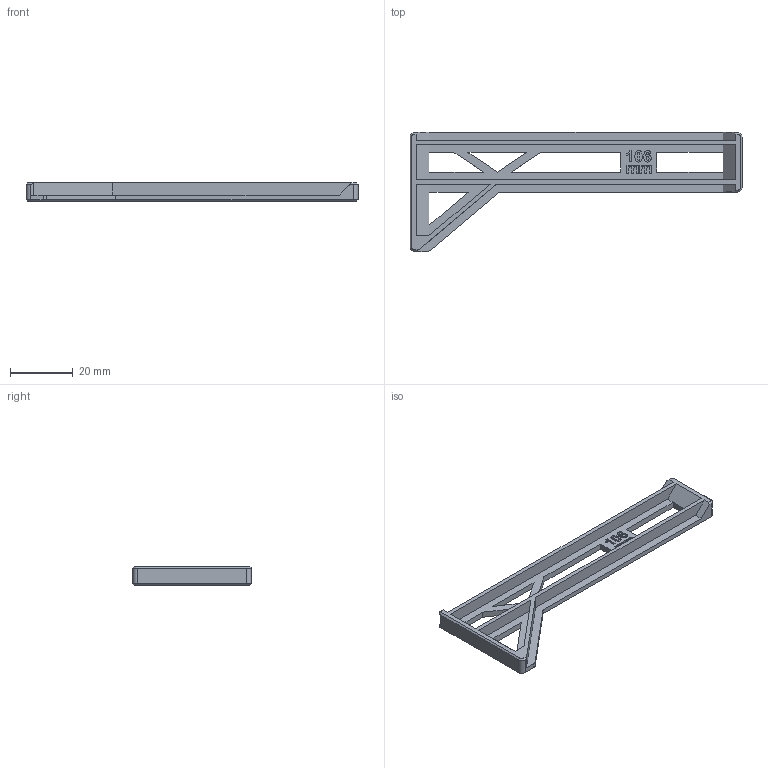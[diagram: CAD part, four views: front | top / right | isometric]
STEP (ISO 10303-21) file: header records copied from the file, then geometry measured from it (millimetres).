
FILE_DESCRIPTION(/* description */ (''),/* implementation_level */ '2;1');
FILE_NAME(/* name */ 'build_helper_106mm.step',/* time_stamp */ '2018-02-07T19:42:53+01:00',/* author */ ('gregsaun'),/* organization */ (''),/* preprocessor_version */ 'ST-DEVELOPER v16.13',/* originating_system */ 'Autodesk Translation Framework v6.5.0.72',/* authorisation */ '');
FILE_SCHEMA (('AUTOMOTIVE_DESIGN { 1 0 10303 214 3 1 1 }'));
Length unit declared in the file: millimetre
Products named in the file (1): build_helper_106mm
Bounding box: 106 x 38 x 6 mm (x, y, z)
Volume: 5682.2 mm3; surface area: 6795.6 mm2
Topology: 1 solids, 1 shells, 190 faces, 520 edges, 338 vertices
Faces by surface type: plane 91, bspline 84, cone 9, cylinder 6
Entity records: 7129 total; most frequent: CARTESIAN_POINT 2829, ORIENTED_EDGE 1040, DIRECTION 587, EDGE_CURVE 520, VERTEX_POINT 338, LINE 331, VECTOR 331, EDGE_LOOP 206
